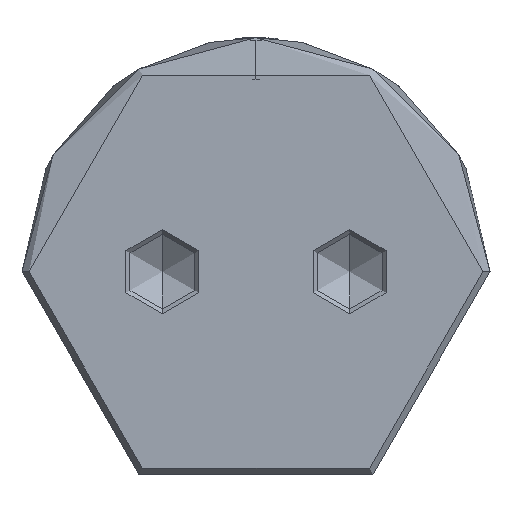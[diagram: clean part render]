
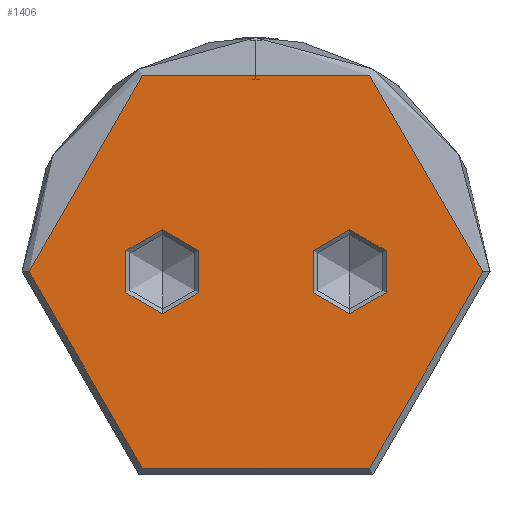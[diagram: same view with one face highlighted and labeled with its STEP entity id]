
A CAD part, front view. The second image highlights one B-rep face of the part: STEP entity #1406.
In plain terms, the highlighted face is planar.
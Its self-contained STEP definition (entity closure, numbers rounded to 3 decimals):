
#169 = CARTESIAN_POINT ( 'NONE',  ( 0., 0., 0. ) ) ;
#195 = DIRECTION ( 'NONE',  ( 0., 0., 1. ) ) ;
#199 = DIRECTION ( 'NONE',  ( 1., 0., 0. ) ) ;
#235 = DIRECTION ( 'NONE',  ( 0., -1., 0. ) ) ;
#278 = AXIS2_PLACEMENT_3D ( 'NONE', #367, #3629, #843 ) ;
#344 = AXIS2_PLACEMENT_3D ( 'NONE', #5892, #3068, #681 ) ;
#367 = CARTESIAN_POINT ( 'NONE',  ( 0., 0., 0. ) ) ;
#652 = EDGE_CURVE ( 'NONE', #4957, #5326, #2602, .T. ) ;
#681 = DIRECTION ( 'NONE',  ( 0., 1., 0. ) ) ;
#757 = EDGE_CURVE ( 'NONE', #4025, #5695, #2310, .T. ) ;
#841 = CARTESIAN_POINT ( 'NONE',  ( -4.5, 10., 0. ) ) ;
#843 = DIRECTION ( 'NONE',  ( 0., -1., 0. ) ) ;
#885 = CARTESIAN_POINT ( 'NONE',  ( 0., 10., 0. ) ) ;
#907 = DIRECTION ( 'NONE',  ( 0., 0., 1. ) ) ;
#1028 = ORIENTED_EDGE ( 'NONE', *, *, #4782, .F. ) ;
#1085 = VERTEX_POINT ( 'NONE', #4114 ) ;
#1124 = CIRCLE ( 'NONE', #2774, 4.5 ) ;
#1256 = VERTEX_POINT ( 'NONE', #2097 ) ;
#1258 = DIRECTION ( 'NONE',  ( 1., 0., 0. ) ) ;
#1379 = PLANE ( 'NONE',  #344 ) ;
#1406 = ADVANCED_FACE ( 'NONE', ( #3906, #5246, #3394 ), #1379, .F. ) ;
#1752 = CARTESIAN_POINT ( 'NONE',  ( 0., -10., 0. ) ) ;
#1759 = DIRECTION ( 'NONE',  ( 0., 0., 1. ) ) ;
#1895 = CARTESIAN_POINT ( 'NONE',  ( 0., 24.25, 0. ) ) ;
#2097 = CARTESIAN_POINT ( 'NONE',  ( -4.5, -10., 0. ) ) ;
#2211 = DIRECTION ( 'NONE',  ( 1., 0., 0. ) ) ;
#2310 = CIRCLE ( 'NONE', #4792, 4.5 ) ;
#2405 = CIRCLE ( 'NONE', #3487, 4.5 ) ;
#2584 = EDGE_LOOP ( 'NONE', ( #5048, #1028 ) ) ;
#2602 = CIRCLE ( 'NONE', #2642, 24.25 ) ;
#2642 = AXIS2_PLACEMENT_3D ( 'NONE', #169, #195, #235 ) ;
#2774 = AXIS2_PLACEMENT_3D ( 'NONE', #4519, #1759, #4968 ) ;
#2985 = DIRECTION ( 'NONE',  ( 0., 0., -1. ) ) ;
#3068 = DIRECTION ( 'NONE',  ( 0., 0., -1. ) ) ;
#3304 = EDGE_LOOP ( 'NONE', ( #5312, #4388 ) ) ;
#3394 = FACE_BOUND ( 'NONE', #3304, .T. ) ;
#3485 = AXIS2_PLACEMENT_3D ( 'NONE', #1752, #4962, #2211 ) ;
#3487 = AXIS2_PLACEMENT_3D ( 'NONE', #5717, #2985, #199 ) ;
#3532 = EDGE_CURVE ( 'NONE', #1085, #1256, #2405, .T. ) ;
#3629 = DIRECTION ( 'NONE',  ( 0., 0., 1. ) ) ;
#3906 = FACE_OUTER_BOUND ( 'NONE', #4982, .T. ) ;
#4025 = VERTEX_POINT ( 'NONE', #4284 ) ;
#4114 = CARTESIAN_POINT ( 'NONE',  ( 4.5, -10., 0. ) ) ;
#4284 = CARTESIAN_POINT ( 'NONE',  ( 4.5, 10., 0. ) ) ;
#4388 = ORIENTED_EDGE ( 'NONE', *, *, #5175, .T. ) ;
#4519 = CARTESIAN_POINT ( 'NONE',  ( 0., 10., 0. ) ) ;
#4627 = EDGE_CURVE ( 'NONE', #5326, #4957, #5223, .T. ) ;
#4782 = EDGE_CURVE ( 'NONE', #5695, #4025, #1124, .T. ) ;
#4792 = AXIS2_PLACEMENT_3D ( 'NONE', #885, #907, #1258 ) ;
#4928 = CIRCLE ( 'NONE', #3485, 4.5 ) ;
#4957 = VERTEX_POINT ( 'NONE', #1895 ) ;
#4962 = DIRECTION ( 'NONE',  ( 0., 0., -1. ) ) ;
#4968 = DIRECTION ( 'NONE',  ( 1., 0., 0. ) ) ;
#4982 = EDGE_LOOP ( 'NONE', ( #5088, #5228 ) ) ;
#5048 = ORIENTED_EDGE ( 'NONE', *, *, #757, .F. ) ;
#5088 = ORIENTED_EDGE ( 'NONE', *, *, #652, .T. ) ;
#5175 = EDGE_CURVE ( 'NONE', #1256, #1085, #4928, .T. ) ;
#5223 = CIRCLE ( 'NONE', #278, 24.25 ) ;
#5228 = ORIENTED_EDGE ( 'NONE', *, *, #4627, .T. ) ;
#5246 = FACE_BOUND ( 'NONE', #2584, .T. ) ;
#5312 = ORIENTED_EDGE ( 'NONE', *, *, #3532, .T. ) ;
#5326 = VERTEX_POINT ( 'NONE', #5956 ) ;
#5695 = VERTEX_POINT ( 'NONE', #841 ) ;
#5717 = CARTESIAN_POINT ( 'NONE',  ( 0., -10., 0. ) ) ;
#5892 = CARTESIAN_POINT ( 'NONE',  ( 0., 0., 0. ) ) ;
#5956 = CARTESIAN_POINT ( 'NONE',  ( 0., -24.25, 0. ) ) ;
